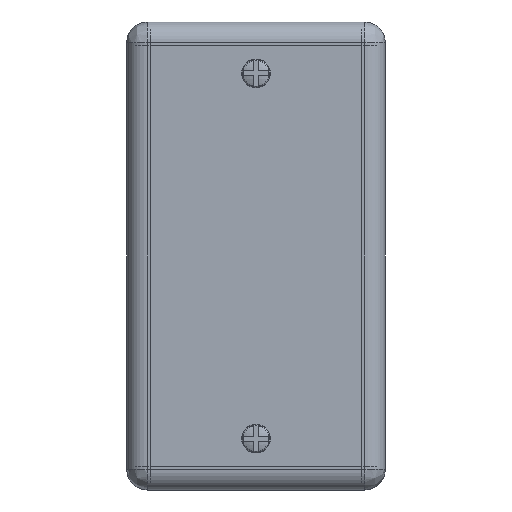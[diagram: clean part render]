
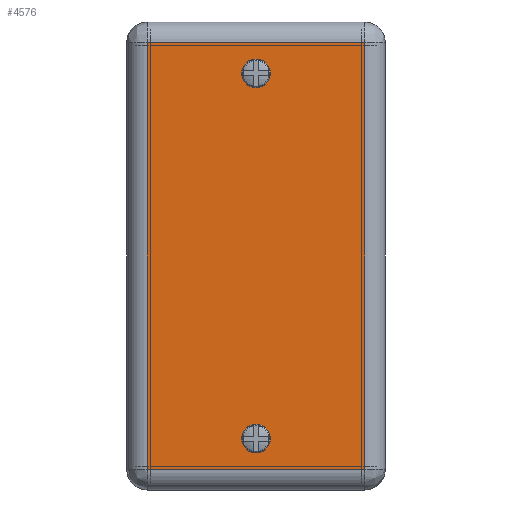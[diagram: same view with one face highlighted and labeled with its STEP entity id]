
A CAD part, left-side view. The second image highlights one B-rep face of the part: STEP entity #4576.
In plain terms, the highlighted planar face has unit normal (-1, 0, 0).
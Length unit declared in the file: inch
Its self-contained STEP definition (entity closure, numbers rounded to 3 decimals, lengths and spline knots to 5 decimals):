
#26 = ORIENTED_EDGE ( 'NONE', *, *, #1734, .T. ) ;
#185 = LINE ( 'NONE', #7463, #3945 ) ;
#667 = VERTEX_POINT ( 'NONE', #10632 ) ;
#881 = DIRECTION ( 'NONE',  ( 0., 1., 0. ) ) ;
#1064 = DIRECTION ( 'NONE',  ( 0., 0., 1. ) ) ;
#1651 = CIRCLE ( 'NONE', #8232, 0.12436 ) ;
#1734 = EDGE_CURVE ( 'NONE', #4095, #2764, #9250, .T. ) ;
#1801 = FACE_OUTER_BOUND ( 'NONE', #8633, .T. ) ;
#1819 = CARTESIAN_POINT ( 'NONE',  ( -2.735, 0., -1.61 ) ) ;
#1865 = CARTESIAN_POINT ( 'NONE',  ( -2.735, -0.9725, 1.935 ) ) ;
#2098 = VERTEX_POINT ( 'NONE', #4341 ) ;
#2124 = CARTESIAN_POINT ( 'NONE',  ( -2.735, 0.9725, -1.885 ) ) ;
#2130 = VERTEX_POINT ( 'NONE', #1865 ) ;
#2201 = CARTESIAN_POINT ( 'NONE',  ( -2.735, 0., -1.885 ) ) ;
#2232 = CARTESIAN_POINT ( 'NONE',  ( -2.735, 0.12436, -1.61 ) ) ;
#2558 = CARTESIAN_POINT ( 'NONE',  ( -2.735, 0., 2.12 ) ) ;
#2561 = CARTESIAN_POINT ( 'NONE',  ( -2.735, 0., 1.935 ) ) ;
#2564 = ORIENTED_EDGE ( 'NONE', *, *, #4368, .T. ) ;
#2601 = AXIS2_PLACEMENT_3D ( 'NONE', #7597, #7543, #2895 ) ;
#2737 = LINE ( 'NONE', #2561, #7358 ) ;
#2764 = VERTEX_POINT ( 'NONE', #6963 ) ;
#2895 = DIRECTION ( 'NONE',  ( 0., 0., 1. ) ) ;
#2969 = DIRECTION ( 'NONE',  ( 1., 0., 0. ) ) ;
#2988 = EDGE_CURVE ( 'NONE', #2098, #4547, #8994, .T. ) ;
#3227 = CARTESIAN_POINT ( 'NONE',  ( -2.735, 0.9725, 2.12 ) ) ;
#3240 = ORIENTED_EDGE ( 'NONE', *, *, #5701, .T. ) ;
#3388 = ORIENTED_EDGE ( 'NONE', *, *, #9184, .T. ) ;
#3632 = VECTOR ( 'NONE', #11148, 39.37008 ) ;
#3859 = ORIENTED_EDGE ( 'NONE', *, *, #10137, .T. ) ;
#3868 = ORIENTED_EDGE ( 'NONE', *, *, #2988, .T. ) ;
#3945 = VECTOR ( 'NONE', #1064, 39.37008 ) ;
#4095 = VERTEX_POINT ( 'NONE', #2124 ) ;
#4155 = VERTEX_POINT ( 'NONE', #2232 ) ;
#4341 = CARTESIAN_POINT ( 'NONE',  ( -2.735, 0.12436, 1.66 ) ) ;
#4368 = EDGE_CURVE ( 'NONE', #2764, #2130, #185, .T. ) ;
#4403 = DIRECTION ( 'NONE',  ( 0., 0., 1. ) ) ;
#4500 = CARTESIAN_POINT ( 'NONE',  ( -2.735, -0.12436, 1.66 ) ) ;
#4547 = VERTEX_POINT ( 'NONE', #4500 ) ;
#4576 = ADVANCED_FACE ( 'NONE', ( #8092, #7095, #1801 ), #10485, .T. ) ;
#4681 = CARTESIAN_POINT ( 'NONE',  ( -2.735, 0., -1.61 ) ) ;
#5139 = AXIS2_PLACEMENT_3D ( 'NONE', #4681, #2969, #10190 ) ;
#5217 = EDGE_CURVE ( 'NONE', #4155, #667, #1651, .T. ) ;
#5448 = AXIS2_PLACEMENT_3D ( 'NONE', #2558, #6163, #9724 ) ;
#5701 = EDGE_CURVE ( 'NONE', #2130, #9969, #2737, .T. ) ;
#5787 = EDGE_LOOP ( 'NONE', ( #10599, #10202 ) ) ;
#6163 = DIRECTION ( 'NONE',  ( -1., 0., 0. ) ) ;
#6476 = DIRECTION ( 'NONE',  ( 1., 0., 0. ) ) ;
#6592 = CARTESIAN_POINT ( 'NONE',  ( -2.735, 0., 1.66 ) ) ;
#6963 = CARTESIAN_POINT ( 'NONE',  ( -2.735, -0.9725, -1.885 ) ) ;
#7095 = FACE_BOUND ( 'NONE', #5787, .T. ) ;
#7343 = EDGE_LOOP ( 'NONE', ( #3388, #3868 ) ) ;
#7358 = VECTOR ( 'NONE', #881, 39.37008 ) ;
#7463 = CARTESIAN_POINT ( 'NONE',  ( -2.735, -0.9725, 2.12 ) ) ;
#7543 = DIRECTION ( 'NONE',  ( 1., 0., 0. ) ) ;
#7597 = CARTESIAN_POINT ( 'NONE',  ( -2.735, 0., 1.66 ) ) ;
#8092 = FACE_BOUND ( 'NONE', #7343, .T. ) ;
#8232 = AXIS2_PLACEMENT_3D ( 'NONE', #1819, #11552, #4403 ) ;
#8410 = LINE ( 'NONE', #3227, #3632 ) ;
#8633 = EDGE_LOOP ( 'NONE', ( #26, #2564, #3240, #3859 ) ) ;
#8994 = CIRCLE ( 'NONE', #2601, 0.12436 ) ;
#9184 = EDGE_CURVE ( 'NONE', #4547, #2098, #11491, .T. ) ;
#9250 = LINE ( 'NONE', #2201, #11511 ) ;
#9359 = DIRECTION ( 'NONE',  ( 0., -1., 0. ) ) ;
#9442 = EDGE_CURVE ( 'NONE', #667, #4155, #11300, .T. ) ;
#9518 = CARTESIAN_POINT ( 'NONE',  ( -2.735, 0.9725, 1.935 ) ) ;
#9724 = DIRECTION ( 'NONE',  ( 0., 0., 1. ) ) ;
#9969 = VERTEX_POINT ( 'NONE', #9518 ) ;
#10137 = EDGE_CURVE ( 'NONE', #9969, #4095, #8410, .T. ) ;
#10149 = DIRECTION ( 'NONE',  ( 0., 0., 1. ) ) ;
#10190 = DIRECTION ( 'NONE',  ( 0., 0., 1. ) ) ;
#10202 = ORIENTED_EDGE ( 'NONE', *, *, #5217, .T. ) ;
#10485 = PLANE ( 'NONE',  #5448 ) ;
#10599 = ORIENTED_EDGE ( 'NONE', *, *, #9442, .T. ) ;
#10632 = CARTESIAN_POINT ( 'NONE',  ( -2.735, -0.12436, -1.61 ) ) ;
#10739 = AXIS2_PLACEMENT_3D ( 'NONE', #6592, #6476, #10149 ) ;
#11148 = DIRECTION ( 'NONE',  ( 0., 0., -1. ) ) ;
#11300 = CIRCLE ( 'NONE', #5139, 0.12436 ) ;
#11491 = CIRCLE ( 'NONE', #10739, 0.12436 ) ;
#11511 = VECTOR ( 'NONE', #9359, 39.37008 ) ;
#11552 = DIRECTION ( 'NONE',  ( 1., 0., 0. ) ) ;
